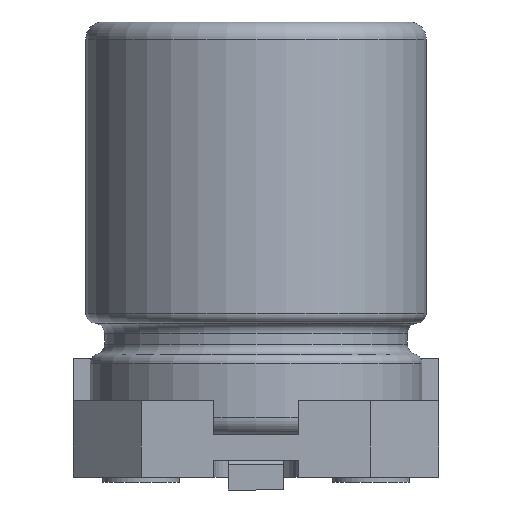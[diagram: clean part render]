
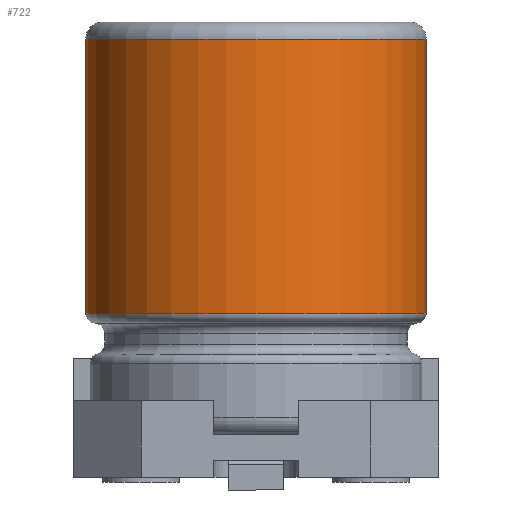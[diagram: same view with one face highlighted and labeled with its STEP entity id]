
A CAD part, front view. The second image highlights one B-rep face of the part: STEP entity #722.
In plain terms, the highlighted cylindrical face has radius 2 mm (diameter 4 mm), a full revolution.
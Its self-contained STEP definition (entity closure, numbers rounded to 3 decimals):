
#722 = ADVANCED_FACE( '', ( #1465, #1466 ), #1467, .T. );
#1465 = FACE_OUTER_BOUND( '', #2204, .T. );
#1466 = FACE_OUTER_BOUND( '', #2205, .T. );
#1467 = CYLINDRICAL_SURFACE( '', #2206, 2. );
#2204 = EDGE_LOOP( '', ( #4366 ) );
#2205 = EDGE_LOOP( '', ( #4367 ) );
#2206 = AXIS2_PLACEMENT_3D( '', #4368, #4369, #4370 );
#4366 = ORIENTED_EDGE( '', *, *, #4544, .T. );
#4367 = ORIENTED_EDGE( '', *, *, #4535, .T. );
#4368 = CARTESIAN_POINT( '', ( 0., 0., 4.85 ) );
#4369 = DIRECTION( '', ( 0., 0., -1. ) );
#4370 = DIRECTION( '', ( 1., 0., 0. ) );
#4535 = EDGE_CURVE( '', #5398, #5398, #5399, .T. );
#4544 = EDGE_CURVE( '', #5412, #5412, #5413, .T. );
#5398 = VERTEX_POINT( '', #6780 );
#5399 = CIRCLE( '', #6781, 2. );
#5412 = VERTEX_POINT( '', #6798 );
#5413 = CIRCLE( '', #6799, 2. );
#6780 = CARTESIAN_POINT( '', ( 2., 0., 1.43 ) );
#6781 = AXIS2_PLACEMENT_3D( '', #8580, #8581, #8582 );
#6798 = CARTESIAN_POINT( '', ( -2., 0., 4.65 ) );
#6799 = AXIS2_PLACEMENT_3D( '', #8590, #8591, #8592 );
#8580 = CARTESIAN_POINT( '', ( 0., 0., 1.43 ) );
#8581 = DIRECTION( '', ( 0., 0., 1. ) );
#8582 = DIRECTION( '', ( 1., 0., 0. ) );
#8590 = CARTESIAN_POINT( '', ( 0., 0., 4.65 ) );
#8591 = DIRECTION( '', ( 0., 0., -1. ) );
#8592 = DIRECTION( '', ( -1., 0., 0. ) );
